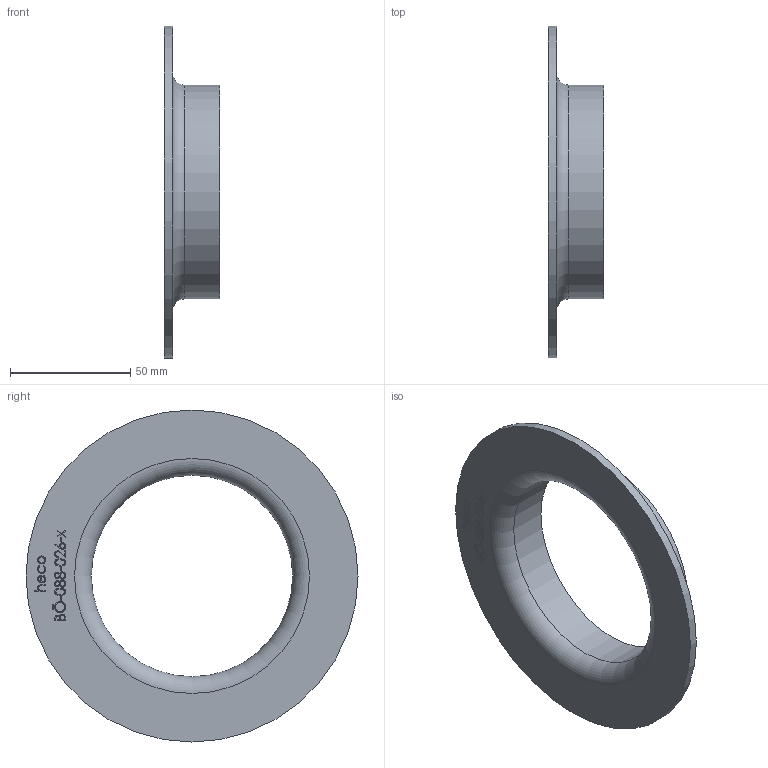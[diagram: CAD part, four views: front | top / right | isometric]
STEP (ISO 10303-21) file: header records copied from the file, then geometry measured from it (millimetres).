
FILE_DESCRIPTION (( 'STEP AP214' ), '1' );
FILE_NAME ('BÖ-088-026-x Vorschweissbördel 2012.STEP', '2020-12-02T12:39:13', ( '' ), ( '' ), 'SwSTEP 2.0', 'SolidWorks 2019', '' );
FILE_SCHEMA (( 'AUTOMOTIVE_DESIGN' ));
Length unit declared in the file: millimetre
Products named in the file (1): BÖ-088-026-x Vorschweissbördel 2012
Bounding box: 23 x 138 x 138 mm (x, y, z)
Volume: 45503.3 mm3; surface area: 30575.3 mm2
Topology: 1 solids, 1 shells, 220 faces, 559 edges, 372 vertices
Faces by surface type: bspline 127, plane 88, cylinder 3, torus 2
Full cylindrical faces by diameter (mm): 83.7 x1, 88.9 x1, 138 x1
Entity records: 16010 total; most frequent: CARTESIAN_POINT 9338, ORIENTED_EDGE 1108, EDGE_CURVE 554, DIRECTION 496, VERTEX_POINT 372, LINE 292, VECTOR 292, EDGE_LOOP 258
